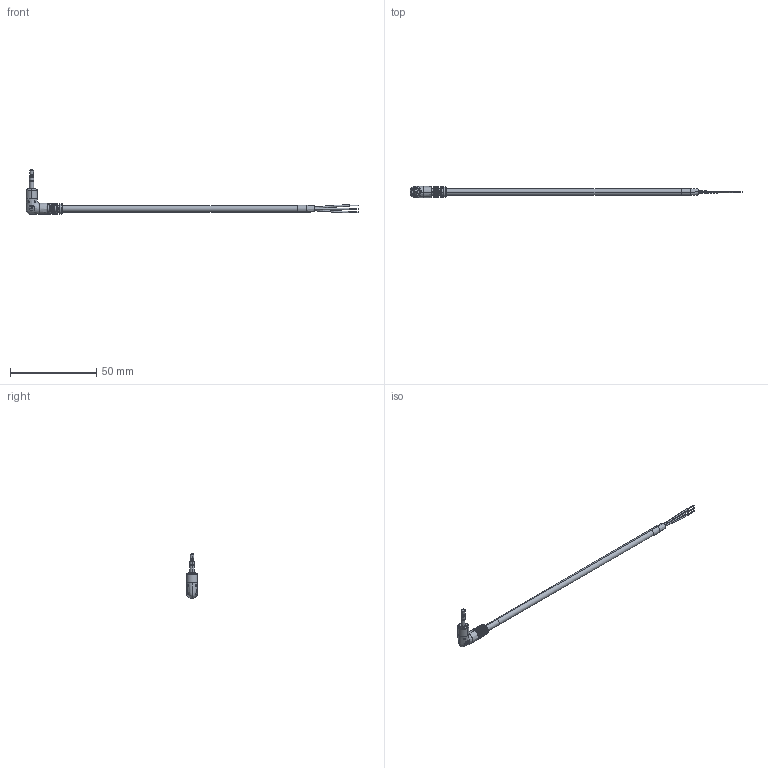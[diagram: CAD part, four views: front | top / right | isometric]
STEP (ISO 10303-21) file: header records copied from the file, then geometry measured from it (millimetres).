
FILE_DESCRIPTION (( 'STEP AP203' ), '1' );
FILE_NAME ('10-02142_revA2.STEP', '2017-05-22T16:32:33', ( '' ), ( '' ), 'SwSTEP 2.0', 'SolidWorks 2015', '' );
FILE_SCHEMA (( 'CONFIG_CONTROL_DESIGN' ));
Length unit declared in the file: millimetre
Products named in the file (4): 24-00085; 30-00177_s + t; 10-02142_revA2; 50-00400
Assembly tree (3 placements, depth 2):
  10-02142_revA2
    30-00177_s + t
    24-00085
    50-00400
Bounding box: 192.5 x 6.5 x 26 mm (x, y, z)
Volume: 2850.5 mm3; surface area: 15194 mm2
Topology: 93 solids, 93 shells, 832 faces, 1794 edges, 1143 vertices
Faces by surface type: cylinder 369, plane 253, bspline 164, torus 26, cone 20
Entity records: 29705 total; most frequent: CARTESIAN_POINT 11923, ORIENTED_EDGE 3524, DIRECTION 3516, EDGE_CURVE 1762, AXIS2_PLACEMENT_3D 1544, VERTEX_POINT 1143, EDGE_LOOP 985, CIRCLE 870
